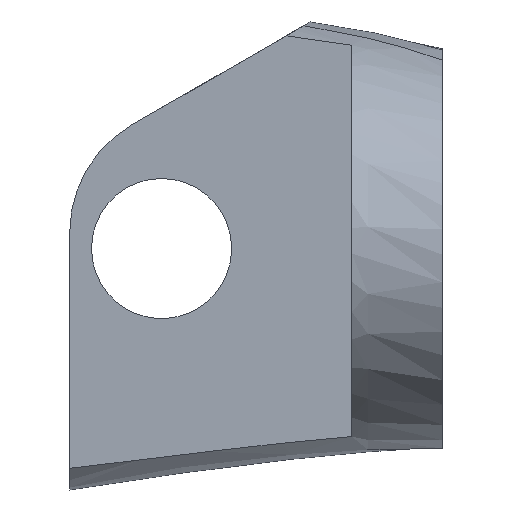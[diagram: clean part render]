
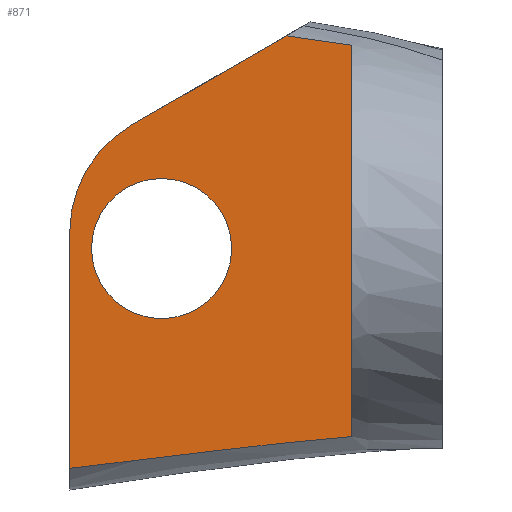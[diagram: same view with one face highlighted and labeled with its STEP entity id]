
A CAD part, left-side view. The second image highlights one B-rep face of the part: STEP entity #871.
In plain terms, the highlighted planar face has unit normal (-1, 0, 0).
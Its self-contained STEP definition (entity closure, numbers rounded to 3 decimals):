
#1 = EDGE_LOOP ( 'NONE', ( #139, #622, #1116, #1060, #1587, #528 ) ) ;
#78 = CIRCLE ( 'NONE', #1414, 3.05 ) ;
#96 = ORIENTED_EDGE ( 'NONE', *, *, #2414, .F. ) ;
#139 = ORIENTED_EDGE ( 'NONE', *, *, #217, .T. ) ;
#146 = EDGE_CURVE ( 'NONE', #150, #457, #1357, .T. ) ;
#150 = VERTEX_POINT ( 'NONE', #2300 ) ;
#217 = EDGE_CURVE ( 'NONE', #1314, #262, #1092, .T. ) ;
#225 = CARTESIAN_POINT ( 'NONE',  ( -4.5, 12.22, 0. ) ) ;
#238 = DIRECTION ( 'NONE',  ( -1., 0., 0. ) ) ;
#262 = VERTEX_POINT ( 'NONE', #300 ) ;
#300 = CARTESIAN_POINT ( 'NONE',  ( -4.5, 13.515, 5.38 ) ) ;
#314 = CARTESIAN_POINT ( 'NONE',  ( -4.5, 3.94, -9.567 ) ) ;
#329 = CARTESIAN_POINT ( 'NONE',  ( -4.5, 22.806, 0.022 ) ) ;
#360 = DIRECTION ( 'NONE',  ( 0., -1., 0. ) ) ;
#388 = CARTESIAN_POINT ( 'NONE',  ( -4.5, 9.17, 0. ) ) ;
#406 = B_SPLINE_CURVE_WITH_KNOTS ( 'NONE', 3,
 ( #823, #840, #872, #881 ),
 .UNSPECIFIED., .F., .F.,
 ( 4, 4 ),
 ( -0.002, 0.001 ),
 .UNSPECIFIED. ) ;
#457 = VERTEX_POINT ( 'NONE', #1842 ) ;
#487 = DIRECTION ( 'NONE',  ( 0., 0.866, -0.5 ) ) ;
#528 = ORIENTED_EDGE ( 'NONE', *, *, #1413, .T. ) ;
#534 = VECTOR ( 'NONE', #487, 1000. ) ;
#540 = DIRECTION ( 'NONE',  ( -1., 0., 0. ) ) ;
#547 = CARTESIAN_POINT ( 'NONE',  ( -4.5, 15.27, 0. ) ) ;
#622 = ORIENTED_EDGE ( 'NONE', *, *, #1209, .T. ) ;
#793 = AXIS2_PLACEMENT_3D ( 'NONE', #225, #238, #360 ) ;
#818 = LINE ( 'NONE', #1985, #1339 ) ;
#823 = CARTESIAN_POINT ( 'NONE',  ( -4.5, 3.94, 8.849 ) ) ;
#828 = FACE_OUTER_BOUND ( 'NONE', #1, .T. ) ;
#840 = CARTESIAN_POINT ( 'NONE',  ( -4.5, 4.885, 9.015 ) ) ;
#849 = CIRCLE ( 'NONE', #1750, 5.406 ) ;
#871 = ADVANCED_FACE ( 'NONE', ( #1351, #828 ), #2550, .F. ) ;
#872 = CARTESIAN_POINT ( 'NONE',  ( -4.5, 5.836, 9.15 ) ) ;
#873 = EDGE_LOOP ( 'NONE', ( #96, #1524 ) ) ;
#881 = CARTESIAN_POINT ( 'NONE',  ( -4.5, 6.789, 9.259 ) ) ;
#889 = VERTEX_POINT ( 'NONE', #388 ) ;
#1004 = VERTEX_POINT ( 'NONE', #547 ) ;
#1060 = ORIENTED_EDGE ( 'NONE', *, *, #146, .T. ) ;
#1078 = CIRCLE ( 'NONE', #793, 3.05 ) ;
#1092 = LINE ( 'NONE', #329, #534 ) ;
#1116 = ORIENTED_EDGE ( 'NONE', *, *, #1548, .F. ) ;
#1127 = VECTOR ( 'NONE', #1908, 1000. ) ;
#1209 = EDGE_CURVE ( 'NONE', #262, #1318, #849, .T. ) ;
#1245 = VERTEX_POINT ( 'NONE', #2574 ) ;
#1314 = VERTEX_POINT ( 'NONE', #1779 ) ;
#1318 = VERTEX_POINT ( 'NONE', #2000 ) ;
#1339 = VECTOR ( 'NONE', #1976, 1000. ) ;
#1351 = FACE_BOUND ( 'NONE', #873, .T. ) ;
#1357 = B_SPLINE_CURVE_WITH_KNOTS ( 'NONE', 3,
 ( #2136, #2100, #2082, #2222, #2229, #2247 ),
 .UNSPECIFIED., .F., .F.,
 ( 4, 2, 4 ),
 ( 0., 0.006, 0.012 ),
 .UNSPECIFIED. ) ;
#1375 = EDGE_CURVE ( 'NONE', #1004, #889, #1078, .T. ) ;
#1386 = DIRECTION ( 'NONE',  ( 1., 0., 0. ) ) ;
#1391 = DIRECTION ( 'NONE',  ( 0., 1., 0. ) ) ;
#1413 = EDGE_CURVE ( 'NONE', #1245, #1314, #406, .T. ) ;
#1414 = AXIS2_PLACEMENT_3D ( 'NONE', #1739, #540, #1925 ) ;
#1524 = ORIENTED_EDGE ( 'NONE', *, *, #1375, .F. ) ;
#1532 = AXIS2_PLACEMENT_3D ( 'NONE', #2536, #1386, #1391 ) ;
#1548 = EDGE_CURVE ( 'NONE', #150, #1318, #818, .T. ) ;
#1587 = ORIENTED_EDGE ( 'NONE', *, *, #2356, .F. ) ;
#1628 = LINE ( 'NONE', #314, #1127 ) ;
#1739 = CARTESIAN_POINT ( 'NONE',  ( -4.5, 12.22, 0. ) ) ;
#1750 = AXIS2_PLACEMENT_3D ( 'NONE', #2266, #2365, #2378 ) ;
#1779 = CARTESIAN_POINT ( 'NONE',  ( -4.5, 6.789, 9.259 ) ) ;
#1842 = CARTESIAN_POINT ( 'NONE',  ( -4.5, 3.94, -8.182 ) ) ;
#1908 = DIRECTION ( 'NONE',  ( 0., 0., -1. ) ) ;
#1925 = DIRECTION ( 'NONE',  ( 0., -1., 0. ) ) ;
#1976 = DIRECTION ( 'NONE',  ( 0., 0., 1. ) ) ;
#1985 = CARTESIAN_POINT ( 'NONE',  ( -4.5, 16.22, -11.397 ) ) ;
#2000 = CARTESIAN_POINT ( 'NONE',  ( -4.5, 16.22, 0.697 ) ) ;
#2082 = CARTESIAN_POINT ( 'NONE',  ( -4.5, 12.131, -9.068 ) ) ;
#2100 = CARTESIAN_POINT ( 'NONE',  ( -4.5, 14.175, -9.324 ) ) ;
#2136 = CARTESIAN_POINT ( 'NONE',  ( -4.5, 16.22, -9.567 ) ) ;
#2222 = CARTESIAN_POINT ( 'NONE',  ( -4.5, 8.04, -8.583 ) ) ;
#2229 = CARTESIAN_POINT ( 'NONE',  ( -4.5, 5.993, -8.351 ) ) ;
#2247 = CARTESIAN_POINT ( 'NONE',  ( -4.5, 3.94, -8.182 ) ) ;
#2266 = CARTESIAN_POINT ( 'NONE',  ( -4.5, 10.814, 0.697 ) ) ;
#2300 = CARTESIAN_POINT ( 'NONE',  ( -4.5, 16.22, -9.567 ) ) ;
#2356 = EDGE_CURVE ( 'NONE', #1245, #457, #1628, .T. ) ;
#2365 = DIRECTION ( 'NONE',  ( -1., 0., 0. ) ) ;
#2378 = DIRECTION ( 'NONE',  ( 0., 1., 0. ) ) ;
#2414 = EDGE_CURVE ( 'NONE', #889, #1004, #78, .T. ) ;
#2536 = CARTESIAN_POINT ( 'NONE',  ( -4.5, 16.22, -11.397 ) ) ;
#2550 = PLANE ( 'NONE',  #1532 ) ;
#2574 = CARTESIAN_POINT ( 'NONE',  ( -4.5, 3.94, 8.849 ) ) ;
